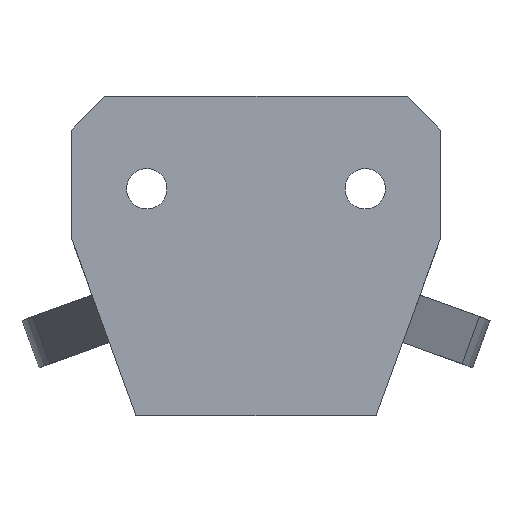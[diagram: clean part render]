
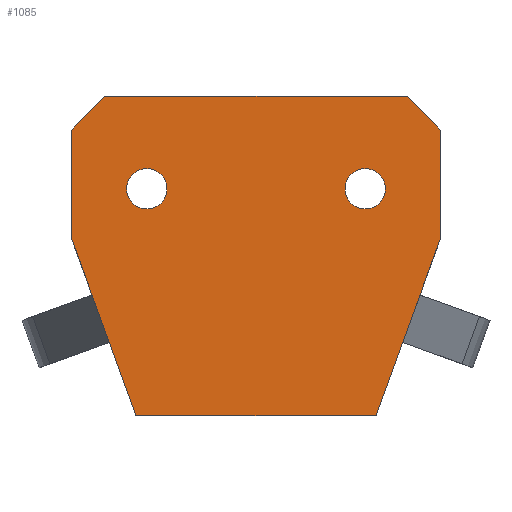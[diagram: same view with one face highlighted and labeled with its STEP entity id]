
A CAD part, front view. The second image highlights one B-rep face of the part: STEP entity #1085.
In plain terms, the highlighted planar face has unit normal (0, -1, 0).
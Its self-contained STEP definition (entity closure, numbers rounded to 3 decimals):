
#22 = PLANE ( 'NONE',  #571 ) ;
#44 = DIRECTION ( 'NONE',  ( -0.342, 0., -0.94 ) ) ;
#47 = EDGE_LOOP ( 'NONE', ( #763, #737, #150, #394, #1244, #251, #1014, #1159 ) ) ;
#64 = ORIENTED_EDGE ( 'NONE', *, *, #1026, .T. ) ;
#79 = VERTEX_POINT ( 'NONE', #434 ) ;
#80 = LINE ( 'NONE', #1094, #194 ) ;
#95 = CARTESIAN_POINT ( 'NONE',  ( 55., 0., 0. ) ) ;
#119 = FACE_OUTER_BOUND ( 'NONE', #47, .T. ) ;
#137 = VERTEX_POINT ( 'NONE', #322 ) ;
#139 = CARTESIAN_POINT ( 'NONE',  ( 35.739, 0., -95. ) ) ;
#150 = ORIENTED_EDGE ( 'NONE', *, *, #873, .F. ) ;
#165 = EDGE_LOOP ( 'NONE', ( #64, #1083 ) ) ;
#170 = CARTESIAN_POINT ( 'NONE',  ( -55., 0., 0. ) ) ;
#189 = EDGE_CURVE ( 'NONE', #767, #137, #639, .T. ) ;
#191 = CARTESIAN_POINT ( 'NONE',  ( -55., 0., -95. ) ) ;
#192 = CIRCLE ( 'NONE', #1020, 6. ) ;
#194 = VECTOR ( 'NONE', #1297, 1000. ) ;
#196 = CIRCLE ( 'NONE', #699, 6. ) ;
#246 = VERTEX_POINT ( 'NONE', #770 ) ;
#250 = LINE ( 'NONE', #170, #1267 ) ;
#251 = ORIENTED_EDGE ( 'NONE', *, *, #189, .F. ) ;
#261 = VECTOR ( 'NONE', #532, 1000. ) ;
#262 = AXIS2_PLACEMENT_3D ( 'NONE', #929, #425, #1010 ) ;
#270 = DIRECTION ( 'NONE',  ( 1., 0., 0. ) ) ;
#272 = EDGE_CURVE ( 'NONE', #339, #1138, #250, .T. ) ;
#277 = LINE ( 'NONE', #869, #743 ) ;
#282 = CARTESIAN_POINT ( 'NONE',  ( 55., 0., -42.081 ) ) ;
#301 = EDGE_CURVE ( 'NONE', #715, #557, #196, .T. ) ;
#305 = LINE ( 'NONE', #95, #1082 ) ;
#322 = CARTESIAN_POINT ( 'NONE',  ( 35.739, 0., -95. ) ) ;
#339 = VERTEX_POINT ( 'NONE', #853 ) ;
#350 = EDGE_CURVE ( 'NONE', #339, #246, #1162, .T. ) ;
#394 = ORIENTED_EDGE ( 'NONE', *, *, #891, .T. ) ;
#408 = CARTESIAN_POINT ( 'NONE',  ( 32.5, 0., -21.5 ) ) ;
#413 = EDGE_CURVE ( 'NONE', #137, #665, #1095, .T. ) ;
#419 = CARTESIAN_POINT ( 'NONE',  ( 0., 0., 0. ) ) ;
#425 = DIRECTION ( 'NONE',  ( 0., 1., 0. ) ) ;
#426 = CIRCLE ( 'NONE', #678, 6. ) ;
#434 = CARTESIAN_POINT ( 'NONE',  ( -32.5, 0., -21.5 ) ) ;
#488 = VECTOR ( 'NONE', #559, 1000. ) ;
#521 = DIRECTION ( 'NONE',  ( 0., 0., 1. ) ) ;
#532 = DIRECTION ( 'NONE',  ( -0.707, 0., 0.707 ) ) ;
#550 = DIRECTION ( 'NONE',  ( 0., 1., 0. ) ) ;
#557 = VERTEX_POINT ( 'NONE', #408 ) ;
#559 = DIRECTION ( 'NONE',  ( -0.707, 0., -0.707 ) ) ;
#571 = AXIS2_PLACEMENT_3D ( 'NONE', #419, #1006, #1109 ) ;
#603 = DIRECTION ( 'NONE',  ( 0., 0., 1. ) ) ;
#604 = VECTOR ( 'NONE', #44, 1000. ) ;
#635 = EDGE_LOOP ( 'NONE', ( #990, #915 ) ) ;
#639 = LINE ( 'NONE', #139, #604 ) ;
#641 = CIRCLE ( 'NONE', #262, 6. ) ;
#665 = VERTEX_POINT ( 'NONE', #1279 ) ;
#668 = CARTESIAN_POINT ( 'NONE',  ( -32.5, 0., -33.5 ) ) ;
#678 = AXIS2_PLACEMENT_3D ( 'NONE', #819, #720, #521 ) ;
#699 = AXIS2_PLACEMENT_3D ( 'NONE', #1075, #550, #958 ) ;
#706 = FACE_BOUND ( 'NONE', #635, .T. ) ;
#715 = VERTEX_POINT ( 'NONE', #783 ) ;
#717 = LINE ( 'NONE', #1218, #261 ) ;
#720 = DIRECTION ( 'NONE',  ( 0., 1., 0. ) ) ;
#723 = EDGE_CURVE ( 'NONE', #767, #753, #305, .T. ) ;
#737 = ORIENTED_EDGE ( 'NONE', *, *, #350, .T. ) ;
#743 = VECTOR ( 'NONE', #1078, 1000. ) ;
#753 = VERTEX_POINT ( 'NONE', #900 ) ;
#763 = ORIENTED_EDGE ( 'NONE', *, *, #272, .F. ) ;
#767 = VERTEX_POINT ( 'NONE', #282 ) ;
#770 = CARTESIAN_POINT ( 'NONE',  ( -55., 0., -10. ) ) ;
#783 = CARTESIAN_POINT ( 'NONE',  ( 32.5, 0., -33.5 ) ) ;
#806 = VECTOR ( 'NONE', #1002, 1000. ) ;
#819 = CARTESIAN_POINT ( 'NONE',  ( -32.5, 0., -27.5 ) ) ;
#839 = EDGE_CURVE ( 'NONE', #753, #1138, #717, .T. ) ;
#853 = CARTESIAN_POINT ( 'NONE',  ( -45., 0., 0. ) ) ;
#865 = CARTESIAN_POINT ( 'NONE',  ( -22.5, 0., 22.5 ) ) ;
#869 = CARTESIAN_POINT ( 'NONE',  ( -35.739, 0., -95. ) ) ;
#873 = EDGE_CURVE ( 'NONE', #984, #246, #80, .T. ) ;
#891 = EDGE_CURVE ( 'NONE', #984, #665, #277, .T. ) ;
#900 = CARTESIAN_POINT ( 'NONE',  ( 55., 0., -10. ) ) ;
#914 = FACE_BOUND ( 'NONE', #165, .T. ) ;
#915 = ORIENTED_EDGE ( 'NONE', *, *, #1064, .T. ) ;
#929 = CARTESIAN_POINT ( 'NONE',  ( -32.5, 0., -27.5 ) ) ;
#958 = DIRECTION ( 'NONE',  ( 0., 0., 1. ) ) ;
#984 = VERTEX_POINT ( 'NONE', #1191 ) ;
#990 = ORIENTED_EDGE ( 'NONE', *, *, #1251, .T. ) ;
#1002 = DIRECTION ( 'NONE',  ( -1., 0., 0. ) ) ;
#1006 = DIRECTION ( 'NONE',  ( 0., -1., 0. ) ) ;
#1010 = DIRECTION ( 'NONE',  ( 0., 0., 1. ) ) ;
#1013 = CARTESIAN_POINT ( 'NONE',  ( 45., 0., 0. ) ) ;
#1014 = ORIENTED_EDGE ( 'NONE', *, *, #723, .T. ) ;
#1020 = AXIS2_PLACEMENT_3D ( 'NONE', #1028, #1102, #603 ) ;
#1026 = EDGE_CURVE ( 'NONE', #557, #715, #192, .T. ) ;
#1028 = CARTESIAN_POINT ( 'NONE',  ( 32.5, 0., -27.5 ) ) ;
#1064 = EDGE_CURVE ( 'NONE', #1156, #79, #426, .T. ) ;
#1075 = CARTESIAN_POINT ( 'NONE',  ( 32.5, 0., -27.5 ) ) ;
#1078 = DIRECTION ( 'NONE',  ( 0.342, 0., -0.94 ) ) ;
#1082 = VECTOR ( 'NONE', #1293, 1000. ) ;
#1083 = ORIENTED_EDGE ( 'NONE', *, *, #301, .T. ) ;
#1085 = ADVANCED_FACE ( 'NONE', ( #914, #706, #119 ), #22, .T. ) ;
#1094 = CARTESIAN_POINT ( 'NONE',  ( -55., 0., 0. ) ) ;
#1095 = LINE ( 'NONE', #191, #806 ) ;
#1102 = DIRECTION ( 'NONE',  ( 0., 1., 0. ) ) ;
#1109 = DIRECTION ( 'NONE',  ( 0., 0., -1. ) ) ;
#1138 = VERTEX_POINT ( 'NONE', #1013 ) ;
#1156 = VERTEX_POINT ( 'NONE', #668 ) ;
#1159 = ORIENTED_EDGE ( 'NONE', *, *, #839, .T. ) ;
#1162 = LINE ( 'NONE', #865, #488 ) ;
#1191 = CARTESIAN_POINT ( 'NONE',  ( -55., 0., -42.081 ) ) ;
#1218 = CARTESIAN_POINT ( 'NONE',  ( 22.5, 0., 22.5 ) ) ;
#1244 = ORIENTED_EDGE ( 'NONE', *, *, #413, .F. ) ;
#1251 = EDGE_CURVE ( 'NONE', #79, #1156, #641, .T. ) ;
#1267 = VECTOR ( 'NONE', #270, 1000. ) ;
#1279 = CARTESIAN_POINT ( 'NONE',  ( -35.739, 0., -95. ) ) ;
#1293 = DIRECTION ( 'NONE',  ( 0., 0., 1. ) ) ;
#1297 = DIRECTION ( 'NONE',  ( 0., 0., 1. ) ) ;
